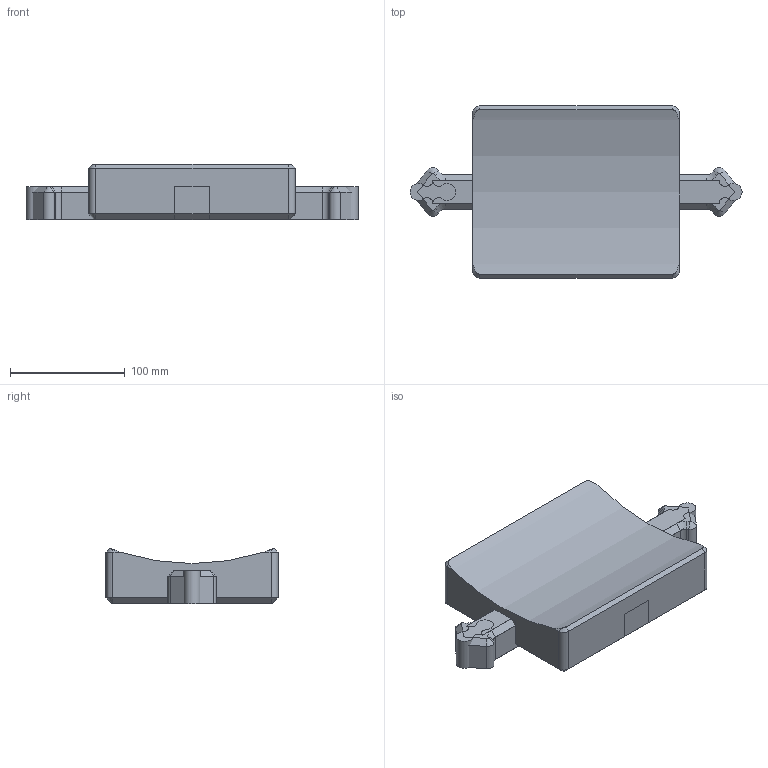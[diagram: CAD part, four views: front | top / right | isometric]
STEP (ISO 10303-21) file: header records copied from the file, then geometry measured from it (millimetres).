
FILE_DESCRIPTION(/* description */ (''),/* implementation_level */ '2;1');
FILE_NAME(/* name */ 'AdjustableDumbbellStand.step',/* time_stamp */ '2025-09-30T23:28:42+02:00',/* author */ (''),/* organization */ (''),/* preprocessor_version */ 'ST-DEVELOPER v20.1',/* originating_system */ 'Autodesk Translation Framework v14.17.0.0',/* authorisation */ '');
FILE_SCHEMA (('AUTOMOTIVE_DESIGN { 1 0 10303 214 3 1 1 }','PROCESS_PLANNING_SCHEMA'));
Length unit declared in the file: millimetre
Products named in the file (14): AdjustableDumbbellStand; Base; Connector; ConnectorTip; Base_Two_Dumbbells_A; Base (1); Base_Two_Dumbbells_B; Base (2); Connector_Extender_A_Full_Length; Connector_Extender_C_Full_Length; Connector_Extender_B_Full_Length; Connector_Extender_C_Half_Length; Connector_Extender_A_Half_Length; Connector_Extender_B_Half_Length
Assembly tree (13 placements, depth 3):
  AdjustableDumbbellStand
    Base
    Connector
    ConnectorTip
    Base_Two_Dumbbells_A
      Base (1)
    Base_Two_Dumbbells_B
      Base (2)
    Connector_Extender_A_Full_Length
    Connector_Extender_C_Full_Length
    Connector_Extender_B_Full_Length
    Connector_Extender_C_Half_Length
    Connector_Extender_A_Half_Length
    Connector_Extender_B_Half_Length
Bounding box: 289.53 x 150 x 48.3 mm (x, y, z)
Surface area: 446798.5 mm2
Topology: 11 solids, 11 shells, 330 faces, 816 edges, 508 vertices
Faces by surface type: plane 192, cylinder 84, cone 54
Entity records: 10151 total; most frequent: CARTESIAN_POINT 1789, DIRECTION 1756, ORIENTED_EDGE 1632, EDGE_CURVE 816, AXIS2_PLACEMENT_3D 595, LINE 566, VECTOR 566, VERTEX_POINT 508
